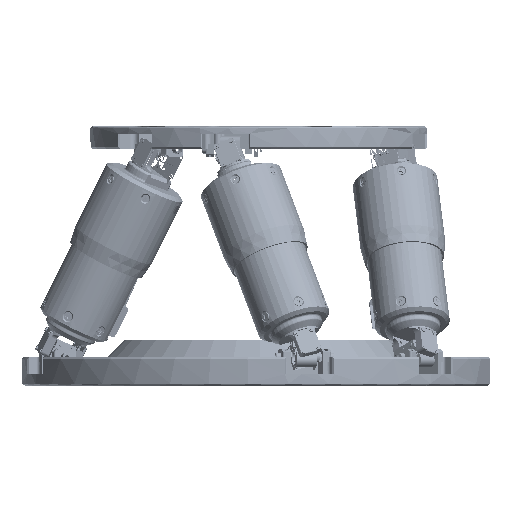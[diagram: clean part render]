
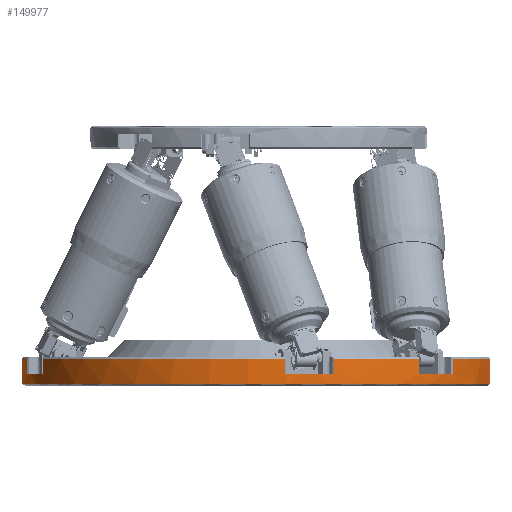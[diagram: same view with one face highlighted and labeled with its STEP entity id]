
A CAD part, front view. The second image highlights one B-rep face of the part: STEP entity #149977.
In plain terms, the highlighted cylindrical face has radius 140 mm (diameter 280 mm), a partial arc.
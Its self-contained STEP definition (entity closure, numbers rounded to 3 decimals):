
#8 = ORIENTED_EDGE ( 'NONE', *, *, #113481, .T. ) ;
#664 = EDGE_LOOP ( 'NONE', ( #10436, #65031, #74407, #100679, #147733, #31510, #61781, #60832, #8, #83896, #148551, #130219, #32186, #106258, #155726, #57109 ) ) ;
#1337 = CARTESIAN_POINT ( 'NONE',  ( 135., -37.081, 1.4 ) ) ;
#1780 = CARTESIAN_POINT ( 'NONE',  ( 0., 0., 7. ) ) ;
#2196 = VECTOR ( 'NONE', #9357, 1000. ) ;
#5803 = EDGE_CURVE ( 'NONE', #111062, #45156, #7870, .T. ) ;
#6107 = CARTESIAN_POINT ( 'NONE',  ( 113.423, -82.069, 7. ) ) ;
#6620 = VECTOR ( 'NONE', #34081, 1000. ) ;
#7870 = LINE ( 'NONE', #33146, #135264 ) ;
#9357 = DIRECTION ( 'NONE',  ( 0., 0., 1. ) ) ;
#10436 = ORIENTED_EDGE ( 'NONE', *, *, #107269, .T. ) ;
#11805 = AXIS2_PLACEMENT_3D ( 'NONE', #107170, #57380, #158682 ) ;
#11921 = CARTESIAN_POINT ( 'NONE',  ( 43.522, -133.063, 7. ) ) ;
#12928 = AXIS2_PLACEMENT_3D ( 'NONE', #163488, #23373, #127121 ) ;
#14466 = DIRECTION ( 'NONE',  ( 0., 0., 1. ) ) ;
#15073 = DIRECTION ( 'NONE',  ( 0., 0., -1. ) ) ;
#15703 = VECTOR ( 'NONE', #148121, 1000. ) ;
#15793 = DIRECTION ( 'NONE',  ( 0., 0., 1. ) ) ;
#17457 = VECTOR ( 'NONE', #133647, 1000. ) ;
#21010 = CARTESIAN_POINT ( 'NONE',  ( 43.522, -133.063, 16. ) ) ;
#23107 = LINE ( 'NONE', #149702, #6620 ) ;
#23371 = EDGE_CURVE ( 'NONE', #59748, #70840, #96651, .T. ) ;
#23373 = DIRECTION ( 'NONE',  ( 0., 0., -1. ) ) ;
#23658 = LINE ( 'NONE', #152750, #2196 ) ;
#23915 = VERTEX_POINT ( 'NONE', #75292 ) ;
#25731 = CARTESIAN_POINT ( 'NONE',  ( 0., 0., 7. ) ) ;
#27701 = CYLINDRICAL_SURFACE ( 'NONE', #98010, 140. ) ;
#30271 = VECTOR ( 'NONE', #15793, 1000. ) ;
#30863 = CARTESIAN_POINT ( 'NONE',  ( -140., 0., 17. ) ) ;
#31377 = CARTESIAN_POINT ( 'NONE',  ( -127.785, -57.193, 16. ) ) ;
#31510 = ORIENTED_EDGE ( 'NONE', *, *, #5803, .T. ) ;
#32186 = ORIENTED_EDGE ( 'NONE', *, *, #69406, .T. ) ;
#33146 = CARTESIAN_POINT ( 'NONE',  ( 113.423, -82.069, 17. ) ) ;
#33814 = CARTESIAN_POINT ( 'NONE',  ( -140., 0., 16. ) ) ;
#34081 = DIRECTION ( 'NONE',  ( 0., 0., 1. ) ) ;
#37189 = DIRECTION ( 'NONE',  ( 0., 0., -1. ) ) ;
#39684 = VERTEX_POINT ( 'NONE', #11921 ) ;
#39880 = VECTOR ( 'NONE', #88219, 1000. ) ;
#40256 = AXIS2_PLACEMENT_3D ( 'NONE', #114818, #37189, #88695 ) ;
#44307 = AXIS2_PLACEMENT_3D ( 'NONE', #46155, #60493, #148241 ) ;
#45156 = VERTEX_POINT ( 'NONE', #6107 ) ;
#46155 = CARTESIAN_POINT ( 'NONE',  ( 0., 0., 16. ) ) ;
#51056 = DIRECTION ( 'NONE',  ( -1., 0., 0. ) ) ;
#52094 = VECTOR ( 'NONE', #160809, 1000. ) ;
#52407 = CIRCLE ( 'NONE', #44307, 140. ) ;
#52777 = VERTEX_POINT ( 'NONE', #21010 ) ;
#54618 = VERTEX_POINT ( 'NONE', #132486 ) ;
#56276 = VERTEX_POINT ( 'NONE', #139786 ) ;
#56811 = AXIS2_PLACEMENT_3D ( 'NONE', #1780, #14466, #104733 ) ;
#57007 = EDGE_CURVE ( 'NONE', #54618, #45156, #72960, .T. ) ;
#57109 = ORIENTED_EDGE ( 'NONE', *, *, #79165, .T. ) ;
#57380 = DIRECTION ( 'NONE',  ( 0., 0., -1. ) ) ;
#59748 = VERTEX_POINT ( 'NONE', #31377 ) ;
#60493 = DIRECTION ( 'NONE',  ( 0., 0., -1. ) ) ;
#60700 = VERTEX_POINT ( 'NONE', #1337 ) ;
#60832 = ORIENTED_EDGE ( 'NONE', *, *, #137999, .T. ) ;
#61781 = ORIENTED_EDGE ( 'NONE', *, *, #57007, .F. ) ;
#62063 = CARTESIAN_POINT ( 'NONE',  ( 43.522, -133.063, 17. ) ) ;
#65031 = ORIENTED_EDGE ( 'NONE', *, *, #88791, .T. ) ;
#65794 = VERTEX_POINT ( 'NONE', #134415 ) ;
#69406 = EDGE_CURVE ( 'NONE', #128521, #59748, #160126, .T. ) ;
#70840 = VERTEX_POINT ( 'NONE', #95413 ) ;
#72960 = CIRCLE ( 'NONE', #56811, 140. ) ;
#74407 = ORIENTED_EDGE ( 'NONE', *, *, #111551, .T. ) ;
#75292 = CARTESIAN_POINT ( 'NONE',  ( 14.362, -139.261, 7. ) ) ;
#79165 = EDGE_CURVE ( 'NONE', #161772, #111052, #146294, .T. ) ;
#80252 = AXIS2_PLACEMENT_3D ( 'NONE', #25731, #115173, #51056 ) ;
#81133 = DIRECTION ( 'NONE',  ( -1., 0., 0. ) ) ;
#82193 = CARTESIAN_POINT ( 'NONE',  ( -136.997, -28.84, 17. ) ) ;
#83003 = DIRECTION ( 'NONE',  ( 0., 0., -1. ) ) ;
#83188 = CARTESIAN_POINT ( 'NONE',  ( -127.785, -57.193, 17. ) ) ;
#83896 = ORIENTED_EDGE ( 'NONE', *, *, #100294, .T. ) ;
#88219 = DIRECTION ( 'NONE',  ( 0., 0., -1. ) ) ;
#88695 = DIRECTION ( 'NONE',  ( 1., 0., 0. ) ) ;
#88791 = EDGE_CURVE ( 'NONE', #112552, #65794, #109315, .T. ) ;
#92564 = LINE ( 'NONE', #129717, #30271 ) ;
#95413 = CARTESIAN_POINT ( 'NONE',  ( -127.785, -57.193, 7. ) ) ;
#96651 = LINE ( 'NONE', #83188, #15703 ) ;
#98010 = AXIS2_PLACEMENT_3D ( 'NONE', #130666, #15073, #147447 ) ;
#99328 = CARTESIAN_POINT ( 'NONE',  ( 135., -37.081, 16. ) ) ;
#99947 = CARTESIAN_POINT ( 'NONE',  ( 0., 0., 16. ) ) ;
#100225 = EDGE_CURVE ( 'NONE', #70840, #161772, #153007, .T. ) ;
#100294 = EDGE_CURVE ( 'NONE', #52777, #39684, #138840, .T. ) ;
#100612 = EDGE_CURVE ( 'NONE', #60700, #143642, #23658, .T. ) ;
#100679 = ORIENTED_EDGE ( 'NONE', *, *, #100612, .T. ) ;
#100798 = CIRCLE ( 'NONE', #11805, 140. ) ;
#103766 = CARTESIAN_POINT ( 'NONE',  ( 14.362, -139.261, 16. ) ) ;
#104733 = DIRECTION ( 'NONE',  ( 1., 0., 0. ) ) ;
#104777 = CARTESIAN_POINT ( 'NONE',  ( 0., 0., 1.4 ) ) ;
#106258 = ORIENTED_EDGE ( 'NONE', *, *, #23371, .T. ) ;
#107170 = CARTESIAN_POINT ( 'NONE',  ( 0., 0., 7. ) ) ;
#107269 = EDGE_CURVE ( 'NONE', #111052, #112552, #113026, .T. ) ;
#109315 = LINE ( 'NONE', #30863, #52094 ) ;
#111052 = VERTEX_POINT ( 'NONE', #115973 ) ;
#111062 = VERTEX_POINT ( 'NONE', #115141 ) ;
#111551 = EDGE_CURVE ( 'NONE', #65794, #60700, #119236, .T. ) ;
#112552 = VERTEX_POINT ( 'NONE', #33814 ) ;
#113026 = CIRCLE ( 'NONE', #40256, 140. ) ;
#113481 = EDGE_CURVE ( 'NONE', #56276, #52777, #52407, .T. ) ;
#114526 = EDGE_CURVE ( 'NONE', #39684, #23915, #100798, .T. ) ;
#114818 = CARTESIAN_POINT ( 'NONE',  ( 0., 0., 16. ) ) ;
#115141 = CARTESIAN_POINT ( 'NONE',  ( 113.423, -82.069, 16. ) ) ;
#115173 = DIRECTION ( 'NONE',  ( 0., 0., -1. ) ) ;
#115973 = CARTESIAN_POINT ( 'NONE',  ( -136.997, -28.84, 16. ) ) ;
#119236 = CIRCLE ( 'NONE', #151539, 140. ) ;
#126091 = DIRECTION ( 'NONE',  ( 1., 0., 0. ) ) ;
#127121 = DIRECTION ( 'NONE',  ( 1., 0., 0. ) ) ;
#128521 = VERTEX_POINT ( 'NONE', #103766 ) ;
#129717 = CARTESIAN_POINT ( 'NONE',  ( 93.475, -104.223, 17. ) ) ;
#130219 = ORIENTED_EDGE ( 'NONE', *, *, #130364, .T. ) ;
#130364 = EDGE_CURVE ( 'NONE', #23915, #128521, #23107, .T. ) ;
#130666 = CARTESIAN_POINT ( 'NONE',  ( 0., 0., 17. ) ) ;
#132486 = CARTESIAN_POINT ( 'NONE',  ( 93.475, -104.223, 7. ) ) ;
#133647 = DIRECTION ( 'NONE',  ( 0., 0., 1. ) ) ;
#134415 = CARTESIAN_POINT ( 'NONE',  ( -140., 0., 1.4 ) ) ;
#135264 = VECTOR ( 'NONE', #83003, 1000. ) ;
#135881 = AXIS2_PLACEMENT_3D ( 'NONE', #99947, #139589, #126091 ) ;
#137999 = EDGE_CURVE ( 'NONE', #54618, #56276, #92564, .T. ) ;
#138840 = LINE ( 'NONE', #62063, #39880 ) ;
#139589 = DIRECTION ( 'NONE',  ( 0., 0., -1. ) ) ;
#139786 = CARTESIAN_POINT ( 'NONE',  ( 93.475, -104.223, 16. ) ) ;
#143301 = FACE_OUTER_BOUND ( 'NONE', #664, .T. ) ;
#143642 = VERTEX_POINT ( 'NONE', #99328 ) ;
#143677 = EDGE_CURVE ( 'NONE', #143642, #111062, #166512, .T. ) ;
#146294 = LINE ( 'NONE', #82193, #17457 ) ;
#147447 = DIRECTION ( 'NONE',  ( -1., 0., 0. ) ) ;
#147733 = ORIENTED_EDGE ( 'NONE', *, *, #143677, .T. ) ;
#148121 = DIRECTION ( 'NONE',  ( 0., 0., -1. ) ) ;
#148234 = CARTESIAN_POINT ( 'NONE',  ( -136.997, -28.84, 7. ) ) ;
#148241 = DIRECTION ( 'NONE',  ( 1., 0., 0. ) ) ;
#148551 = ORIENTED_EDGE ( 'NONE', *, *, #114526, .T. ) ;
#149702 = CARTESIAN_POINT ( 'NONE',  ( 14.362, -139.261, 17. ) ) ;
#149977 = ADVANCED_FACE ( 'NONE', ( #143301 ), #27701, .T. ) ;
#151539 = AXIS2_PLACEMENT_3D ( 'NONE', #104777, #156269, #81133 ) ;
#152750 = CARTESIAN_POINT ( 'NONE',  ( 135., -37.081, 17. ) ) ;
#153007 = CIRCLE ( 'NONE', #80252, 140. ) ;
#155726 = ORIENTED_EDGE ( 'NONE', *, *, #100225, .T. ) ;
#156269 = DIRECTION ( 'NONE',  ( 0., 0., 1. ) ) ;
#158682 = DIRECTION ( 'NONE',  ( -1., 0., 0. ) ) ;
#160126 = CIRCLE ( 'NONE', #135881, 140. ) ;
#160809 = DIRECTION ( 'NONE',  ( 0., 0., -1. ) ) ;
#161772 = VERTEX_POINT ( 'NONE', #148234 ) ;
#163488 = CARTESIAN_POINT ( 'NONE',  ( 0., 0., 16. ) ) ;
#166512 = CIRCLE ( 'NONE', #12928, 140. ) ;
